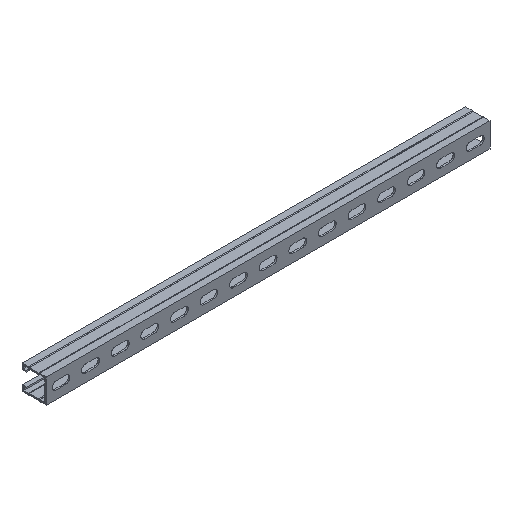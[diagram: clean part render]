
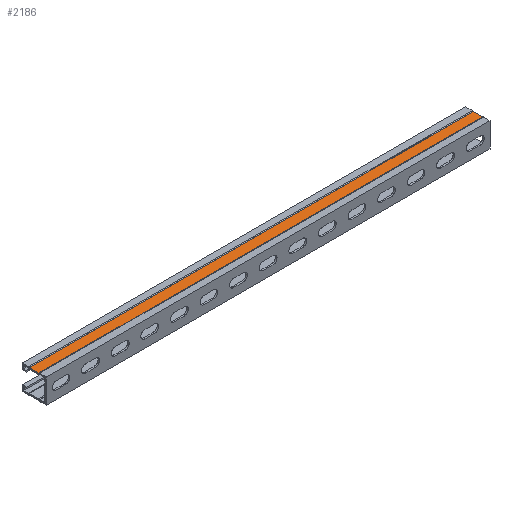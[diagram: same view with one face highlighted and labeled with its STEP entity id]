
A CAD part, isometric view. The second image highlights one B-rep face of the part: STEP entity #2186.
In plain terms, the highlighted planar face has unit normal (0, 0, 1).
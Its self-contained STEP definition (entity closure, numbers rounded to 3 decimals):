
#277=FACE_OUTER_BOUND('',#409,.T.);
#409=EDGE_LOOP('',(#1832,#1833,#1834,#1835));
#615=LINE('',#3587,#823);
#616=LINE('',#3590,#824);
#617=LINE('',#3592,#825);
#618=LINE('',#3593,#826);
#823=VECTOR('',#2977,10.);
#824=VECTOR('',#2980,10.);
#825=VECTOR('',#2981,10.);
#826=VECTOR('',#2982,10.);
#1026=VERTEX_POINT('',#3583);
#1027=VERTEX_POINT('',#3585);
#1028=VERTEX_POINT('',#3589);
#1029=VERTEX_POINT('',#3591);
#1319=EDGE_CURVE('',#1026,#1027,#615,.T.);
#1320=EDGE_CURVE('',#1028,#1026,#616,.T.);
#1321=EDGE_CURVE('',#1029,#1027,#617,.T.);
#1322=EDGE_CURVE('',#1028,#1029,#618,.T.);
#1832=ORIENTED_EDGE('',*,*,#1320,.T.);
#1833=ORIENTED_EDGE('',*,*,#1319,.T.);
#1834=ORIENTED_EDGE('',*,*,#1321,.F.);
#1835=ORIENTED_EDGE('',*,*,#1322,.F.);
#1983=PLANE('',#2399);
#2186=ADVANCED_FACE('',(#277),#1983,.T.);
#2399=AXIS2_PLACEMENT_3D('',#3588,#2978,#2979);
#2977=DIRECTION('',(1.,0.,0.));
#2978=DIRECTION('center_axis',(0.,0.,1.));
#2979=DIRECTION('ref_axis',(0.,-1.,0.));
#2980=DIRECTION('',(0.,-1.,0.));
#2981=DIRECTION('',(0.,-1.,0.));
#2982=DIRECTION('',(1.,0.,0.));
#3583=CARTESIAN_POINT('',(0.,-8.002,20.15));
#3585=CARTESIAN_POINT('',(750.,-8.002,20.15));
#3587=CARTESIAN_POINT('',(0.,-8.002,20.15));
#3588=CARTESIAN_POINT('Origin',(0.,8.002,20.15));
#3589=CARTESIAN_POINT('',(0.,8.002,20.15));
#3590=CARTESIAN_POINT('',(0.,8.002,20.15));
#3591=CARTESIAN_POINT('',(750.,8.002,20.15));
#3592=CARTESIAN_POINT('',(750.,8.002,20.15));
#3593=CARTESIAN_POINT('',(0.,8.002,20.15));
